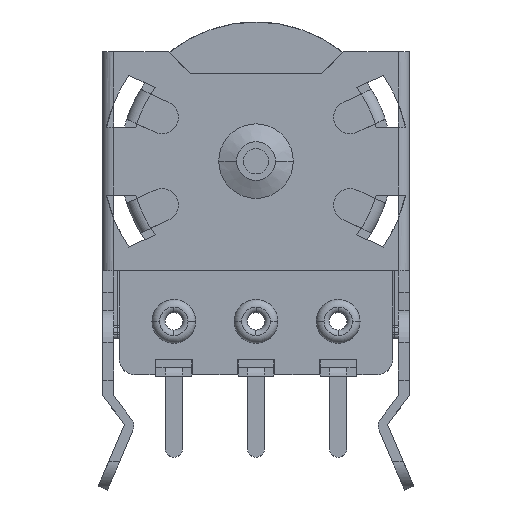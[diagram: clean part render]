
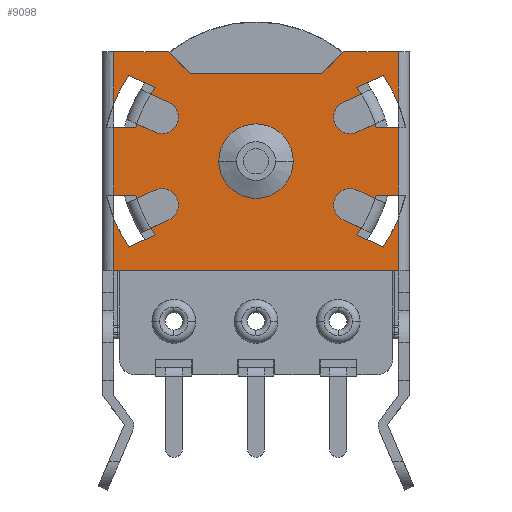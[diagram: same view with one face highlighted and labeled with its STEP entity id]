
A CAD part, top view. The second image highlights one B-rep face of the part: STEP entity #9098.
In plain terms, the highlighted planar face has unit normal (0, 0, 1).
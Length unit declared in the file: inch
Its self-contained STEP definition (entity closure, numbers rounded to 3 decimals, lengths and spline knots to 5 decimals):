
#2037=CARTESIAN_POINT('',(0.,0.,3.4));
#2038=DIRECTION('',(0.,0.,1.));
#2039=DIRECTION('',(-1.,0.,0.));
#2040=AXIS2_PLACEMENT_3D('',#2037,#2038,#2039);
#2042=CARTESIAN_POINT('',(0.,0.,3.4));
#2043=DIRECTION('',(0.,0.,1.));
#2044=DIRECTION('',(1.,0.,0.));
#2045=AXIS2_PLACEMENT_3D('',#2042,#2043,#2044);
#2047=DIRECTION('',(-1.,0.,0.));
#2048=VECTOR('',#2047,6.);
#2049=CARTESIAN_POINT('',(3.,4.,3.4));
#2050=LINE('',#2049,#2048);
#2051=DIRECTION('',(-0.707,-0.707,0.));
#2052=VECTOR('',#2051,1.41421);
#2053=CARTESIAN_POINT('',(4.,5.,3.4));
#2054=LINE('',#2053,#2052);
#2055=DIRECTION('',(1.,0.,0.));
#2056=VECTOR('',#2055,2.5);
#2057=CARTESIAN_POINT('',(4.,5.,3.4));
#2058=LINE('',#2057,#2056);
#2059=DIRECTION('',(0.,1.,0.));
#2060=VECTOR('',#2059,2.40192);
#2061=CARTESIAN_POINT('',(6.5,2.59808,3.4));
#2062=LINE('',#2061,#2060);
#2063=CARTESIAN_POINT('',(0.,0.,3.4));
#2064=DIRECTION('',(0.,0.,-1.));
#2065=DIRECTION('',(0.829,0.56,0.));
#2066=AXIS2_PLACEMENT_3D('',#2063,#2064,#2065);
#2068=DIRECTION('',(0.906,0.423,0.));
#2069=VECTOR('',#2068,1.32018);
#2070=CARTESIAN_POINT('',(4.60397,3.36058,3.4));
#2071=LINE('',#2070,#2069);
#2072=CARTESIAN_POINT('',(0.,0.,3.4));
#2073=DIRECTION('',(0.,0.,-1.));
#2074=DIRECTION('',(0.808,0.59,0.));
#2075=AXIS2_PLACEMENT_3D('',#2072,#2073,#2074);
#2077=DIRECTION('',(-1.,0.,0.));
#2078=VECTOR('',#2077,1.01479);
#2079=CARTESIAN_POINT('',(6.5,1.55,3.4));
#2080=LINE('',#2079,#2078);
#2081=DIRECTION('',(0.,1.,0.));
#2082=VECTOR('',#2081,3.1);
#2083=CARTESIAN_POINT('',(6.5,-1.55,3.4));
#2084=LINE('',#2083,#2082);
#2085=DIRECTION('',(-1.,0.,0.));
#2086=VECTOR('',#2085,1.01479);
#2087=CARTESIAN_POINT('',(6.5,-1.55,3.4));
#2088=LINE('',#2087,#2086);
#2089=CARTESIAN_POINT('',(0.,0.,3.4));
#2090=DIRECTION('',(0.,0.,-1.));
#2091=DIRECTION('',(0.962,-0.272,0.));
#2092=AXIS2_PLACEMENT_3D('',#2089,#2090,#2091);
#2094=DIRECTION('',(-0.906,0.423,0.));
#2095=VECTOR('',#2094,1.32018);
#2096=CARTESIAN_POINT('',(5.80045,-3.91851,3.4));
#2097=LINE('',#2096,#2095);
#2098=CARTESIAN_POINT('',(0.,0.,3.4));
#2099=DIRECTION('',(0.,0.,-1.));
#2100=DIRECTION('',(0.929,-0.371,0.));
#2101=AXIS2_PLACEMENT_3D('',#2098,#2099,#2100);
#2103=DIRECTION('',(0.,1.,0.));
#2104=VECTOR('',#2103,2.40192);
#2105=CARTESIAN_POINT('',(6.5,-5.,3.4));
#2106=LINE('',#2105,#2104);
#2107=DIRECTION('',(0.,-1.,0.));
#2108=VECTOR('',#2107,2.40192);
#2109=CARTESIAN_POINT('',(-6.5,-2.59808,3.4));
#2110=LINE('',#2109,#2108);
#2111=CARTESIAN_POINT('',(0.,0.,3.4));
#2112=DIRECTION('',(0.,0.,-1.));
#2113=DIRECTION('',(-0.829,-0.56,0.));
#2114=AXIS2_PLACEMENT_3D('',#2111,#2112,#2113);
#2116=DIRECTION('',(-0.906,-0.423,0.));
#2117=VECTOR('',#2116,1.32018);
#2118=CARTESIAN_POINT('',(-4.60397,-3.36058,3.4));
#2119=LINE('',#2118,#2117);
#2120=CARTESIAN_POINT('',(0.,0.,3.4));
#2121=DIRECTION('',(0.,0.,-1.));
#2122=DIRECTION('',(-0.808,-0.59,0.));
#2123=AXIS2_PLACEMENT_3D('',#2120,#2121,#2122);
#2125=DIRECTION('',(1.,0.,0.));
#2126=VECTOR('',#2125,1.01479);
#2127=CARTESIAN_POINT('',(-6.5,-1.55,3.4));
#2128=LINE('',#2127,#2126);
#2129=DIRECTION('',(0.,-1.,0.));
#2130=VECTOR('',#2129,3.1);
#2131=CARTESIAN_POINT('',(-6.5,1.55,3.4));
#2132=LINE('',#2131,#2130);
#2133=DIRECTION('',(1.,0.,0.));
#2134=VECTOR('',#2133,1.01479);
#2135=CARTESIAN_POINT('',(-6.5,1.55,3.4));
#2136=LINE('',#2135,#2134);
#2137=CARTESIAN_POINT('',(0.,0.,3.4));
#2138=DIRECTION('',(0.,0.,-1.));
#2139=DIRECTION('',(-0.962,0.272,0.));
#2140=AXIS2_PLACEMENT_3D('',#2137,#2138,#2139);
#2142=DIRECTION('',(0.906,-0.423,0.));
#2143=VECTOR('',#2142,1.32018);
#2144=CARTESIAN_POINT('',(-5.80045,3.91851,3.4));
#2145=LINE('',#2144,#2143);
#2146=CARTESIAN_POINT('',(0.,0.,3.4));
#2147=DIRECTION('',(0.,0.,-1.));
#2148=DIRECTION('',(-0.929,0.371,0.));
#2149=AXIS2_PLACEMENT_3D('',#2146,#2147,#2148);
#2151=DIRECTION('',(0.,-1.,0.));
#2152=VECTOR('',#2151,2.40192);
#2153=CARTESIAN_POINT('',(-6.5,5.,3.4));
#2154=LINE('',#2153,#2152);
#2155=DIRECTION('',(1.,0.,0.));
#2156=VECTOR('',#2155,2.5);
#2157=CARTESIAN_POINT('',(-6.5,5.,3.4));
#2158=LINE('',#2157,#2156);
#2159=DIRECTION('',(-0.707,0.707,0.));
#2160=VECTOR('',#2159,1.41421);
#2161=CARTESIAN_POINT('',(-3.,4.,3.4));
#2162=LINE('',#2161,#2160);
#2445=DIRECTION('',(1.,0.,0.));
#2446=VECTOR('',#2445,13.);
#2447=CARTESIAN_POINT('',(-6.5,-5.,3.4));
#2448=LINE('',#2447,#2446);
#5201=CARTESIAN_POINT('',(-1.7,0.,3.4));
#5202=CARTESIAN_POINT('',(1.7,0.,3.4));
#5203=VERTEX_POINT('',#5201);
#5204=VERTEX_POINT('',#5202);
#5391=CARTESIAN_POINT('',(-6.5,-5.,3.4));
#5393=VERTEX_POINT('',#5391);
#5397=CARTESIAN_POINT('',(-6.5,5.,3.4));
#5398=VERTEX_POINT('',#5397);
#5399=CARTESIAN_POINT('',(6.5,5.,3.4));
#5401=VERTEX_POINT('',#5399);
#5405=CARTESIAN_POINT('',(6.5,-5.,3.4));
#5406=VERTEX_POINT('',#5405);
#5423=CARTESIAN_POINT('',(-4.,5.,3.4));
#5425=VERTEX_POINT('',#5423);
#5427=CARTESIAN_POINT('',(4.,5.,3.4));
#5429=VERTEX_POINT('',#5427);
#5431=CARTESIAN_POINT('',(3.,4.,3.4));
#5432=CARTESIAN_POINT('',(-3.,4.,3.4));
#5433=VERTEX_POINT('',#5431);
#5434=VERTEX_POINT('',#5432);
#5879=CARTESIAN_POINT('',(6.5,1.55,3.4));
#5880=CARTESIAN_POINT('',(5.48521,1.55,3.4));
#5881=VERTEX_POINT('',#5879);
#5882=VERTEX_POINT('',#5880);
#5883=CARTESIAN_POINT('',(4.60397,3.36058,3.4));
#5884=VERTEX_POINT('',#5883);
#5885=CARTESIAN_POINT('',(5.80045,3.91851,3.4));
#5886=VERTEX_POINT('',#5885);
#5887=CARTESIAN_POINT('',(6.5,2.59808,3.4));
#5888=VERTEX_POINT('',#5887);
#5889=CARTESIAN_POINT('',(-6.5,1.55,3.4));
#5890=CARTESIAN_POINT('',(-5.48521,1.55,3.4));
#5891=VERTEX_POINT('',#5889);
#5892=VERTEX_POINT('',#5890);
#5893=CARTESIAN_POINT('',(-6.5,2.59808,3.4));
#5894=CARTESIAN_POINT('',(-5.80045,3.91851,3.4));
#5895=VERTEX_POINT('',#5893);
#5896=VERTEX_POINT('',#5894);
#5897=CARTESIAN_POINT('',(-4.60397,3.36058,3.4));
#5898=VERTEX_POINT('',#5897);
#5899=CARTESIAN_POINT('',(6.5,-2.59808,3.4));
#5900=CARTESIAN_POINT('',(5.80045,-3.91851,3.4));
#5901=VERTEX_POINT('',#5899);
#5902=VERTEX_POINT('',#5900);
#5903=CARTESIAN_POINT('',(4.60397,-3.36058,3.4));
#5904=VERTEX_POINT('',#5903);
#5905=CARTESIAN_POINT('',(5.48521,-1.55,3.4));
#5906=VERTEX_POINT('',#5905);
#5907=CARTESIAN_POINT('',(6.5,-1.55,3.4));
#5908=VERTEX_POINT('',#5907);
#5909=CARTESIAN_POINT('',(-4.60397,-3.36058,3.4));
#5910=CARTESIAN_POINT('',(-5.48521,-1.55,3.4));
#5911=VERTEX_POINT('',#5909);
#5912=VERTEX_POINT('',#5910);
#5913=CARTESIAN_POINT('',(-5.80045,-3.91851,3.4));
#5914=VERTEX_POINT('',#5913);
#5915=CARTESIAN_POINT('',(-6.5,-2.59808,3.4));
#5916=VERTEX_POINT('',#5915);
#5917=CARTESIAN_POINT('',(-6.5,-1.55,3.4));
#5918=VERTEX_POINT('',#5917);
#9038=CARTESIAN_POINT('',(-7.2,5.,3.4));
#9039=DIRECTION('',(0.,0.,1.));
#9040=DIRECTION('',(0.,-1.,0.));
#9041=AXIS2_PLACEMENT_3D('',#9038,#9039,#9040);
#9042=PLANE('',#9041);
#9044=ORIENTED_EDGE('',*,*,#9043,.F.);
#9046=ORIENTED_EDGE('',*,*,#9045,.F.);
#9047=ORIENTED_EDGE('',*,*,#6655,.T.);
#9048=ORIENTED_EDGE('',*,*,#9005,.F.);
#9049=ORIENTED_EDGE('',*,*,#9027,.F.);
#9051=ORIENTED_EDGE('',*,*,#9050,.F.);
#9053=ORIENTED_EDGE('',*,*,#9052,.T.);
#9054=ORIENTED_EDGE('',*,*,#8742,.F.);
#9055=ORIENTED_EDGE('',*,*,#9017,.F.);
#9057=ORIENTED_EDGE('',*,*,#9056,.T.);
#9059=ORIENTED_EDGE('',*,*,#9058,.T.);
#9061=ORIENTED_EDGE('',*,*,#9060,.F.);
#9063=ORIENTED_EDGE('',*,*,#9062,.F.);
#9064=ORIENTED_EDGE('',*,*,#9011,.F.);
#9066=ORIENTED_EDGE('',*,*,#9065,.F.);
#9068=ORIENTED_EDGE('',*,*,#9067,.F.);
#9070=ORIENTED_EDGE('',*,*,#9069,.F.);
#9072=ORIENTED_EDGE('',*,*,#9071,.F.);
#9074=ORIENTED_EDGE('',*,*,#9073,.T.);
#9076=ORIENTED_EDGE('',*,*,#9075,.F.);
#9078=ORIENTED_EDGE('',*,*,#9077,.F.);
#9080=ORIENTED_EDGE('',*,*,#9079,.T.);
#9082=ORIENTED_EDGE('',*,*,#9081,.T.);
#9083=ORIENTED_EDGE('',*,*,#8587,.F.);
#9085=ORIENTED_EDGE('',*,*,#9084,.F.);
#9087=ORIENTED_EDGE('',*,*,#9086,.F.);
#9088=ORIENTED_EDGE('',*,*,#6623,.T.);
#9089=ORIENTED_EDGE('',*,*,#6669,.F.);
#9090=EDGE_LOOP('',(#9044,#9046,#9047,#9048,#9049,#9051,#9053,#9054,#9055,#9057,
#9059,#9061,#9063,#9064,#9066,#9068,#9070,#9072,#9074,#9076,#9078,#9080,#9082,
#9083,#9085,#9087,#9088,#9089));
#9091=FACE_OUTER_BOUND('',#9090,.F.);
#9093=ORIENTED_EDGE('',*,*,#9092,.T.);
#9095=ORIENTED_EDGE('',*,*,#9094,.T.);
#9096=EDGE_LOOP('',(#9093,#9095));
#9097=FACE_BOUND('',#9096,.F.);
#9098=ADVANCED_FACE('',(#9091,#9097),#9042,.T.);
#2041=CIRCLE('',#2040,1.7);
#2046=CIRCLE('',#2045,1.7);
#2067=CIRCLE('',#2066,7.);
#2076=CIRCLE('',#2075,5.7);
#2093=CIRCLE('',#2092,5.7);
#2102=CIRCLE('',#2101,7.);
#2115=CIRCLE('',#2114,7.);
#2124=CIRCLE('',#2123,5.7);
#2141=CIRCLE('',#2140,5.7);
#2150=CIRCLE('',#2149,7.);
#6623=EDGE_CURVE('',#5398,#5425,#2158,.T.);
#6655=EDGE_CURVE('',#5429,#5401,#2058,.T.);
#6669=EDGE_CURVE('',#5434,#5425,#2162,.T.);
#8587=EDGE_CURVE('',#5896,#5898,#2145,.T.);
#8742=EDGE_CURVE('',#5881,#5882,#2080,.T.);
#9005=EDGE_CURVE('',#5888,#5401,#2062,.T.);
#9011=EDGE_CURVE('',#5406,#5901,#2106,.T.);
#9017=EDGE_CURVE('',#5908,#5881,#2084,.T.);
#9027=EDGE_CURVE('',#5886,#5888,#2067,.T.);
#9043=EDGE_CURVE('',#5433,#5434,#2050,.T.);
#9045=EDGE_CURVE('',#5429,#5433,#2054,.T.);
#9050=EDGE_CURVE('',#5884,#5886,#2071,.T.);
#9052=EDGE_CURVE('',#5884,#5882,#2076,.T.);
#9056=EDGE_CURVE('',#5908,#5906,#2088,.T.);
#9058=EDGE_CURVE('',#5906,#5904,#2093,.T.);
#9060=EDGE_CURVE('',#5902,#5904,#2097,.T.);
#9062=EDGE_CURVE('',#5901,#5902,#2102,.T.);
#9065=EDGE_CURVE('',#5393,#5406,#2448,.T.);
#9067=EDGE_CURVE('',#5916,#5393,#2110,.T.);
#9069=EDGE_CURVE('',#5914,#5916,#2115,.T.);
#9071=EDGE_CURVE('',#5911,#5914,#2119,.T.);
#9073=EDGE_CURVE('',#5911,#5912,#2124,.T.);
#9075=EDGE_CURVE('',#5918,#5912,#2128,.T.);
#9077=EDGE_CURVE('',#5891,#5918,#2132,.T.);
#9079=EDGE_CURVE('',#5891,#5892,#2136,.T.);
#9081=EDGE_CURVE('',#5892,#5898,#2141,.T.);
#9084=EDGE_CURVE('',#5895,#5896,#2150,.T.);
#9086=EDGE_CURVE('',#5398,#5895,#2154,.T.);
#9092=EDGE_CURVE('',#5203,#5204,#2041,.T.);
#9094=EDGE_CURVE('',#5204,#5203,#2046,.T.);
